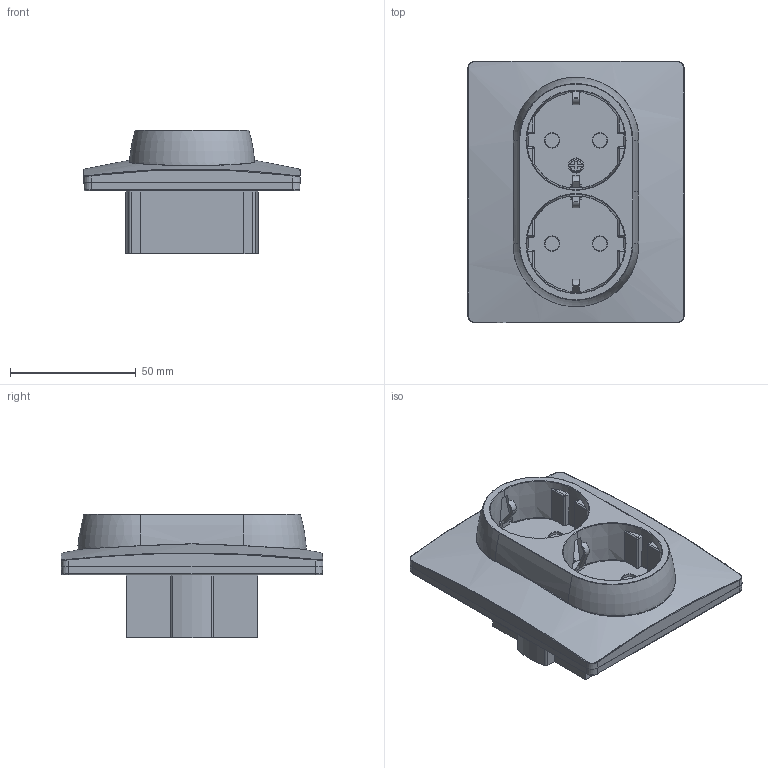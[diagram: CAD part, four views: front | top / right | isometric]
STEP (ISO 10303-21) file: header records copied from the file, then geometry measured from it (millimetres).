
FILE_DESCRIPTION (( 'STEP AP203' ), '1' );
FILE_NAME ('Rozetka2_s_sh_z.STEP', '2025-06-26T07:27:36', ( '' ), ( '' ), 'SwSTEP 2.0', 'SolidWorks 2022', '' );
FILE_SCHEMA (( 'CONFIG_CONTROL_DESIGN' ));
Length unit declared in the file: millimetre
Products named in the file (1): Rozetka2_s_sh_z
Bounding box: 86 x 104 x 49.2 mm (x, y, z)
Volume: 151494.2 mm3; surface area: 48133 mm2
Topology: 1 solids, 2 shells, 494 faces, 1257 edges, 754 vertices
Faces by surface type: plane 189, cylinder 112, bspline 95, torus 56, cone 26, sphere 16
Entity records: 23323 total; most frequent: CARTESIAN_POINT 12377, ORIENTED_EDGE 2482, DIRECTION 1987, EDGE_CURVE 1241, VERTEX_POINT 754, AXIS2_PLACEMENT_3D 734, LINE 519, VECTOR 519
